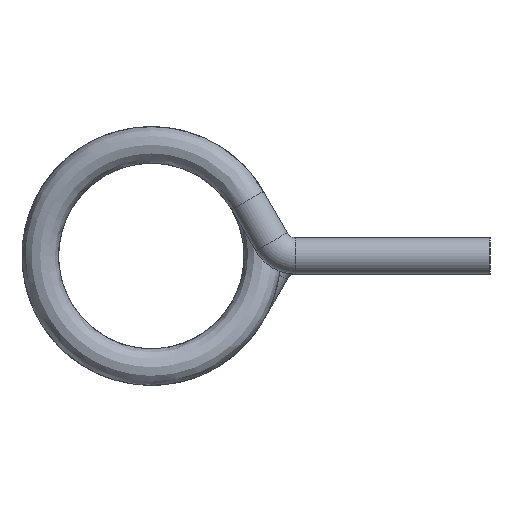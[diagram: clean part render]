
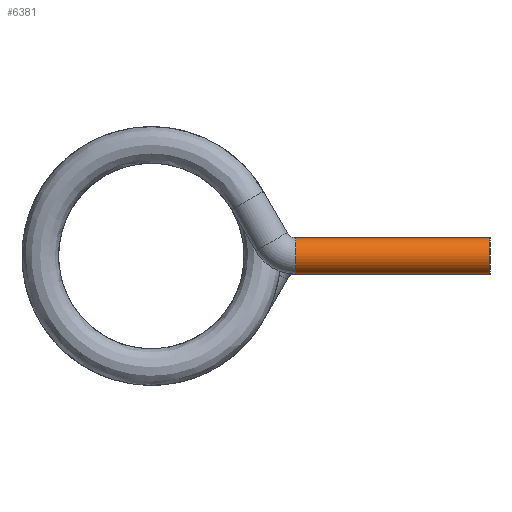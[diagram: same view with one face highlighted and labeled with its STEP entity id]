
A CAD part, left-side view. The second image highlights one B-rep face of the part: STEP entity #6381.
In plain terms, the highlighted cylindrical face has radius 0.645 mm (diameter 1.29 mm), a partial arc.
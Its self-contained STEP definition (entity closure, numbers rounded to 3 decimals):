
#493=CARTESIAN_POINT('',(-19.05,-5.207,0.));
#494=DIRECTION('',(0.,1.,0.));
#495=DIRECTION('',(0.,0.,-1.));
#496=AXIS2_PLACEMENT_3D('',#493,#494,#495);
#498=DIRECTION('',(0.,1.,0.));
#499=VECTOR('',#498,6.858);
#500=CARTESIAN_POINT('',(-19.05,-12.065,0.645));
#501=LINE('',#500,#499);
#502=DIRECTION('',(0.,1.,0.));
#503=VECTOR('',#502,6.858);
#504=CARTESIAN_POINT('',(-19.05,-12.065,-0.645));
#505=LINE('',#504,#503);
#511=CARTESIAN_POINT('',(-19.05,-12.065,0.));
#512=DIRECTION('',(0.,-1.,0.));
#513=DIRECTION('',(0.,0.,1.));
#514=AXIS2_PLACEMENT_3D('',#511,#512,#513);
#577=CARTESIAN_POINT('',(-19.05,-5.207,-0.645));
#578=VERTEX_POINT('',#577);
#579=CARTESIAN_POINT('',(-19.05,-12.065,-0.645));
#580=VERTEX_POINT('',#579);
#583=CARTESIAN_POINT('',(-19.05,-5.207,0.645));
#584=VERTEX_POINT('',#583);
#585=CARTESIAN_POINT('',(-19.05,-12.065,0.645));
#586=VERTEX_POINT('',#585);
#6367=CARTESIAN_POINT('',(-19.05,-5.207,0.));
#6368=DIRECTION('',(0.,-1.,0.));
#6369=DIRECTION('',(0.,0.,-1.));
#6370=AXIS2_PLACEMENT_3D('',#6367,#6368,#6369);
#6371=CYLINDRICAL_SURFACE('',#6370,0.645);
#6373=ORIENTED_EDGE('',*,*,#6372,.F.);
#6375=ORIENTED_EDGE('',*,*,#6374,.T.);
#6377=ORIENTED_EDGE('',*,*,#6376,.T.);
#6378=ORIENTED_EDGE('',*,*,#6361,.T.);
#6379=EDGE_LOOP('',(#6373,#6375,#6377,#6378));
#6380=FACE_OUTER_BOUND('',#6379,.F.);
#497=CIRCLE('',#496,0.645);
#515=CIRCLE('',#514,0.645);
#6361=EDGE_CURVE('',#578,#584,#497,.T.);
#6372=EDGE_CURVE('',#586,#584,#501,.T.);
#6374=EDGE_CURVE('',#586,#580,#515,.T.);
#6376=EDGE_CURVE('',#580,#578,#505,.T.);
#6381=ADVANCED_FACE('',(#6380),#6371,.T.);
